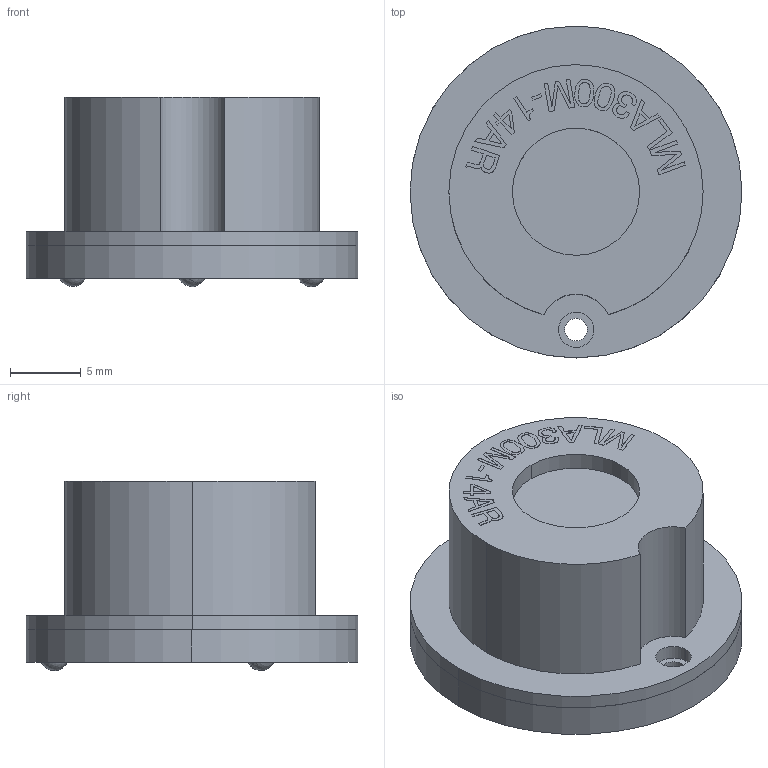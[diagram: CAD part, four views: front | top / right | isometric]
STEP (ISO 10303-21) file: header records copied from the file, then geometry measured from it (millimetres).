
FILE_DESCRIPTION (( 'STEP AP203' ), '1' );
FILE_NAME ('20679-E0W.STEP', '2009-11-25T16:32:13', ( ' ' ), ( ' ' ), 'SwSTEP 2.0', 'SolidWorks 2009', '' );
FILE_SCHEMA (( 'CONFIG_CONTROL_DESIGN' ));
Length unit declared in the file: millimetre
Products named in the file (1): 20679-E0W
Bounding box: 23.5 x 23.5 x 13.41 mm (x, y, z)
Surface area: 2989.6 mm2 (no closed solid volume)
Topology: 0 solids, 13 shells, 186 faces, 635 edges, 446 vertices
Faces by surface type: plane 100, cylinder 54, bspline 26, sphere 6
Entity records: 9662 total; most frequent: CARTESIAN_POINT 4400, ORIENTED_EDGE 1002, DIRECTION 969, EDGE_CURVE 623, VERTEX_POINT 440, VECTOR 403, LINE 403, AXIS2_PLACEMENT_3D 283
